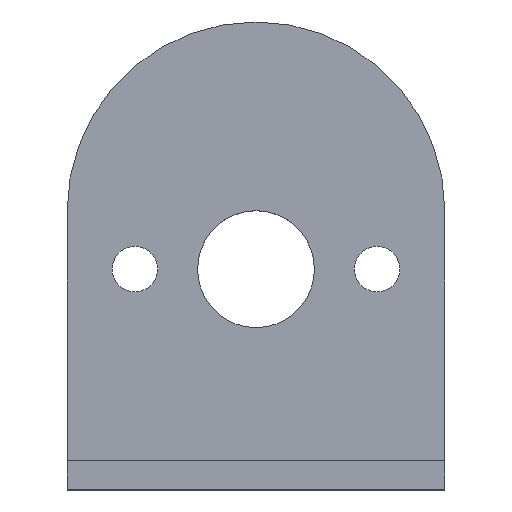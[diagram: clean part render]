
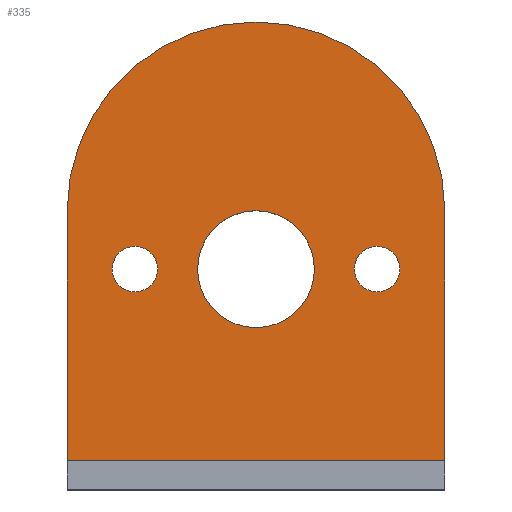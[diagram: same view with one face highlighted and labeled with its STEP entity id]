
A CAD part, top view. The second image highlights one B-rep face of the part: STEP entity #335.
In plain terms, the highlighted planar face has unit normal (0, 0, 1).
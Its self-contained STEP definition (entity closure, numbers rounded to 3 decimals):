
#30=FACE_BOUND('',#86,.T.);
#31=FACE_BOUND('',#87,.T.);
#32=FACE_BOUND('',#88,.T.);
#47=CIRCLE('',#382,13.25);
#48=CIRCLE('',#383,1.6);
#49=CIRCLE('',#384,1.6);
#50=CIRCLE('',#385,4.1);
#63=FACE_OUTER_BOUND('',#85,.T.);
#85=EDGE_LOOP('',(#252,#253,#254,#255));
#86=EDGE_LOOP('',(#256));
#87=EDGE_LOOP('',(#257));
#88=EDGE_LOOP('',(#258));
#112=LINE('',#517,#137);
#115=LINE('',#533,#140);
#120=LINE('',#546,#145);
#137=VECTOR('',#415,10.);
#140=VECTOR('',#430,10.);
#145=VECTOR('',#441,10.);
#161=VERTEX_POINT('',#513);
#163=VERTEX_POINT('',#516);
#170=VERTEX_POINT('',#532);
#175=VERTEX_POINT('',#544);
#176=VERTEX_POINT('',#547);
#177=VERTEX_POINT('',#549);
#178=VERTEX_POINT('',#551);
#192=EDGE_CURVE('',#163,#161,#112,.T.);
#200=EDGE_CURVE('',#161,#170,#115,.T.);
#206=EDGE_CURVE('',#170,#175,#47,.T.);
#207=EDGE_CURVE('',#163,#175,#120,.T.);
#208=EDGE_CURVE('',#176,#176,#48,.T.);
#209=EDGE_CURVE('',#177,#177,#49,.T.);
#210=EDGE_CURVE('',#178,#178,#50,.T.);
#252=ORIENTED_EDGE('',*,*,#200,.T.);
#253=ORIENTED_EDGE('',*,*,#206,.T.);
#254=ORIENTED_EDGE('',*,*,#207,.F.);
#255=ORIENTED_EDGE('',*,*,#192,.T.);
#256=ORIENTED_EDGE('',*,*,#208,.T.);
#257=ORIENTED_EDGE('',*,*,#209,.T.);
#258=ORIENTED_EDGE('',*,*,#210,.T.);
#328=PLANE('',#381);
#335=ADVANCED_FACE('',(#63,#30,#31,#32),#328,.T.);
#381=AXIS2_PLACEMENT_3D('',#543,#437,#438);
#382=AXIS2_PLACEMENT_3D('',#545,#439,#440);
#383=AXIS2_PLACEMENT_3D('',#548,#442,#443);
#384=AXIS2_PLACEMENT_3D('',#550,#444,#445);
#385=AXIS2_PLACEMENT_3D('',#552,#446,#447);
#415=DIRECTION('',(1.,0.,0.));
#430=DIRECTION('',(0.,1.,0.));
#437=DIRECTION('center_axis',(0.,0.,
1.));
#438=DIRECTION('ref_axis',(0.,-1.,0.));
#439=DIRECTION('center_axis',(0.,0.,
1.));
#440=DIRECTION('ref_axis',(1.,0.,0.));
#441=DIRECTION('',(0.,1.,0.));
#442=DIRECTION('center_axis',(0.,0.,
-1.));
#443=DIRECTION('ref_axis',(1.,0.,0.));
#444=DIRECTION('center_axis',(0.,0.,
-1.));
#445=DIRECTION('ref_axis',(1.,0.,0.));
#446=DIRECTION('center_axis',(0.,0.,
-1.));
#447=DIRECTION('ref_axis',(1.,0.,0.));
#513=CARTESIAN_POINT('',(13.25,0.5,0.));
#516=CARTESIAN_POINT('',(-13.25,0.5,0.));
#517=CARTESIAN_POINT('',(13.25,0.5,0.));
#532=CARTESIAN_POINT('',(13.25,18.093,0.));
#533=CARTESIAN_POINT('',(13.25,-28.657,0.));
#543=CARTESIAN_POINT('Origin',(0.,1.343,0.));
#544=CARTESIAN_POINT('',(-13.25,18.093,0.));
#545=CARTESIAN_POINT('Origin',(0.,18.093,0.));
#546=CARTESIAN_POINT('',(-13.25,9.796,0.));
#547=CARTESIAN_POINT('',(-10.1,14.,0.));
#548=CARTESIAN_POINT('Origin',(-8.5,14.,0.));
#549=CARTESIAN_POINT('',(6.9,14.,0.));
#550=CARTESIAN_POINT('Origin',(8.5,14.,0.));
#551=CARTESIAN_POINT('',(-4.1,14.,0.));
#552=CARTESIAN_POINT('Origin',(0.,14.,0.));
